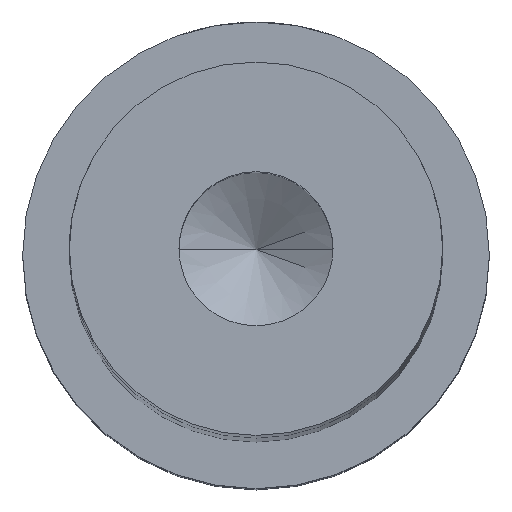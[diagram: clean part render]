
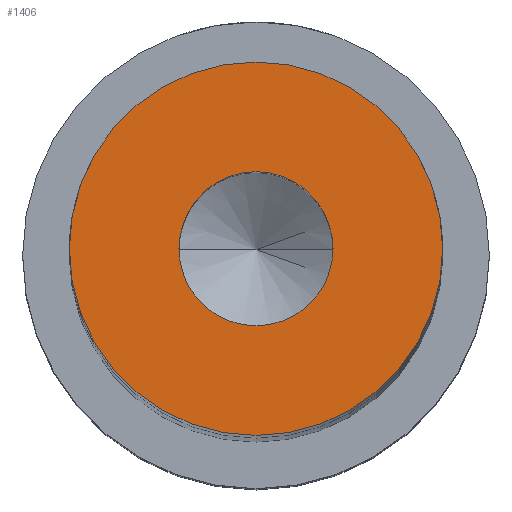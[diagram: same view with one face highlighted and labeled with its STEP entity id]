
A CAD part, top view. The second image highlights one B-rep face of the part: STEP entity #1406.
In plain terms, the highlighted planar face has unit normal (0, 0, 1).
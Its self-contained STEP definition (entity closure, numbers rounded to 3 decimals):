
#80 = EDGE_CURVE ( 'NONE', #363, #942, #1028, .T. ) ;
#116 = DIRECTION ( 'NONE',  ( 0., 0., 1. ) ) ;
#126 = AXIS2_PLACEMENT_3D ( 'NONE', #411, #920, #795 ) ;
#128 = VERTEX_POINT ( 'NONE', #1563 ) ;
#164 = ORIENTED_EDGE ( 'NONE', *, *, #826, .F. ) ;
#175 = EDGE_CURVE ( 'NONE', #942, #363, #577, .T. ) ;
#189 = ORIENTED_EDGE ( 'NONE', *, *, #402, .F. ) ;
#316 = CARTESIAN_POINT ( 'NONE',  ( 0., 0., 128. ) ) ;
#351 = VERTEX_POINT ( 'NONE', #1279 ) ;
#363 = VERTEX_POINT ( 'NONE', #518 ) ;
#389 = FACE_OUTER_BOUND ( 'NONE', #970, .T. ) ;
#402 = EDGE_CURVE ( 'NONE', #128, #351, #789, .T. ) ;
#411 = CARTESIAN_POINT ( 'NONE',  ( 0., 0., 128. ) ) ;
#447 = DIRECTION ( 'NONE',  ( 1., 0., 0. ) ) ;
#492 = EDGE_LOOP ( 'NONE', ( #164, #189 ) ) ;
#494 = AXIS2_PLACEMENT_3D ( 'NONE', #910, #1030, #1544 ) ;
#518 = CARTESIAN_POINT ( 'NONE',  ( -4., 0., 128. ) ) ;
#536 = PLANE ( 'NONE',  #853 ) ;
#577 = CIRCLE ( 'NONE', #1620, 4. ) ;
#682 = AXIS2_PLACEMENT_3D ( 'NONE', #1462, #1242, #447 ) ;
#758 = CARTESIAN_POINT ( 'NONE',  ( 0., 0., 128. ) ) ;
#789 = CIRCLE ( 'NONE', #494, 1.65 ) ;
#795 = DIRECTION ( 'NONE',  ( -1., 0., 0. ) ) ;
#826 = EDGE_CURVE ( 'NONE', #351, #128, #1403, .T. ) ;
#839 = CARTESIAN_POINT ( 'NONE',  ( 4., 0., 128. ) ) ;
#853 = AXIS2_PLACEMENT_3D ( 'NONE', #758, #116, #1648 ) ;
#910 = CARTESIAN_POINT ( 'NONE',  ( 0., 0., 128. ) ) ;
#916 = ORIENTED_EDGE ( 'NONE', *, *, #175, .F. ) ;
#920 = DIRECTION ( 'NONE',  ( 0., 0., -1. ) ) ;
#942 = VERTEX_POINT ( 'NONE', #839 ) ;
#956 = DIRECTION ( 'NONE',  ( -1., 0., 0. ) ) ;
#970 = EDGE_LOOP ( 'NONE', ( #1222, #916 ) ) ;
#1028 = CIRCLE ( 'NONE', #126, 4. ) ;
#1030 = DIRECTION ( 'NONE',  ( 0., 0., 1. ) ) ;
#1222 = ORIENTED_EDGE ( 'NONE', *, *, #80, .F. ) ;
#1242 = DIRECTION ( 'NONE',  ( 0., 0., 1. ) ) ;
#1279 = CARTESIAN_POINT ( 'NONE',  ( 1.65, 0., 128. ) ) ;
#1300 = FACE_BOUND ( 'NONE', #492, .T. ) ;
#1403 = CIRCLE ( 'NONE', #682, 1.65 ) ;
#1406 = ADVANCED_FACE ( 'NONE', ( #1300, #389 ), #536, .T. ) ;
#1462 = CARTESIAN_POINT ( 'NONE',  ( 0., 0., 128. ) ) ;
#1463 = DIRECTION ( 'NONE',  ( 0., 0., -1. ) ) ;
#1544 = DIRECTION ( 'NONE',  ( 1., 0., 0. ) ) ;
#1563 = CARTESIAN_POINT ( 'NONE',  ( -1.65, 0., 128. ) ) ;
#1620 = AXIS2_PLACEMENT_3D ( 'NONE', #316, #1463, #956 ) ;
#1648 = DIRECTION ( 'NONE',  ( 1., 0., 0. ) ) ;
